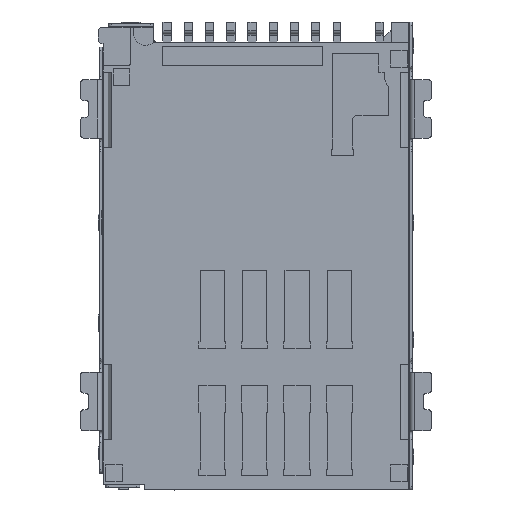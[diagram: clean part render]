
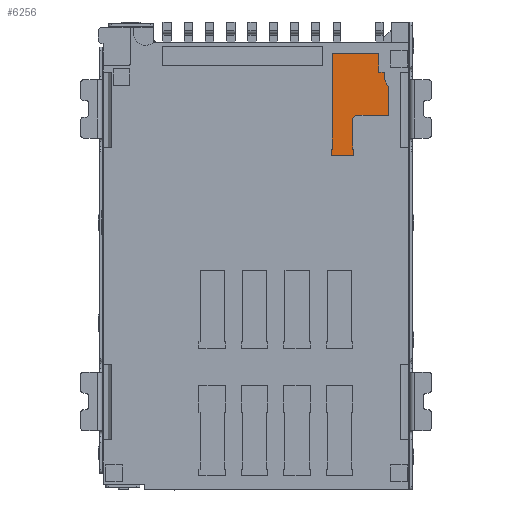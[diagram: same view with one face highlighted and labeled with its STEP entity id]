
A CAD part, front view. The second image highlights one B-rep face of the part: STEP entity #6256.
In plain terms, the highlighted planar face has unit normal (0, -1, 0).
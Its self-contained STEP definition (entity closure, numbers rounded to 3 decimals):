
#144 = DIRECTION ( 'NONE',  ( 0., 0., 1. ) ) ;
#213 = DIRECTION ( 'NONE',  ( 0., 1., 0. ) ) ;
#675 = DIRECTION ( 'NONE',  ( -1., 0., 0. ) ) ;
#898 = VERTEX_POINT ( 'NONE', #17653 ) ;
#1153 = ORIENTED_EDGE ( 'NONE', *, *, #3049, .T. ) ;
#1293 = DIRECTION ( 'NONE',  ( 0., 0., -1. ) ) ;
#1733 = ORIENTED_EDGE ( 'NONE', *, *, #8509, .T. ) ;
#1948 = VERTEX_POINT ( 'NONE', #28994 ) ;
#1995 = VECTOR ( 'NONE', #25275, 1000. ) ;
#2251 = ORIENTED_EDGE ( 'NONE', *, *, #18531, .T. ) ;
#2604 = ORIENTED_EDGE ( 'NONE', *, *, #13891, .T. ) ;
#2798 = EDGE_CURVE ( 'NONE', #10307, #3304, #7924, .T. ) ;
#2966 = LINE ( 'NONE', #15039, #8391 ) ;
#3049 = EDGE_CURVE ( 'NONE', #4228, #1948, #22194, .T. ) ;
#3304 = VERTEX_POINT ( 'NONE', #4794 ) ;
#3306 = CARTESIAN_POINT ( 'NONE',  ( 7.93, -1.14, -5.48 ) ) ;
#3455 = CARTESIAN_POINT ( 'NONE',  ( 7.68, -1.14, -3.1 ) ) ;
#3849 = VECTOR ( 'NONE', #675, 1000. ) ;
#3861 = VECTOR ( 'NONE', #14303, 1000. ) ;
#3923 = CARTESIAN_POINT ( 'NONE',  ( 4.5, -1.14, -7.7 ) ) ;
#3965 = CARTESIAN_POINT ( 'NONE',  ( 5.85, -1.14, -7.5 ) ) ;
#3986 = DIRECTION ( 'NONE',  ( 1., 0., 0. ) ) ;
#4008 = DIRECTION ( 'NONE',  ( -1., 0., 0. ) ) ;
#4228 = VERTEX_POINT ( 'NONE', #13400 ) ;
#4367 = EDGE_CURVE ( 'NONE', #11251, #21575, #9977, .T. ) ;
#4370 = EDGE_CURVE ( 'NONE', #14177, #7260, #27438, .T. ) ;
#4483 = CARTESIAN_POINT ( 'NONE',  ( 4.5, -1.14, -7.5 ) ) ;
#4494 = ORIENTED_EDGE ( 'NONE', *, *, #28936, .T. ) ;
#4529 = EDGE_LOOP ( 'NONE', ( #9146, #2251, #12467, #13280, #1733, #15619, #28360, #1153, #20939, #11025, #7072, #4494, #15274, #21615, #2604 ) ) ;
#4558 = CARTESIAN_POINT ( 'NONE',  ( 5.813, -1.14, -7.5 ) ) ;
#4776 = LINE ( 'NONE', #14376, #16227 ) ;
#4794 = CARTESIAN_POINT ( 'NONE',  ( 7.68, -1.14, -2.9 ) ) ;
#5265 = DIRECTION ( 'NONE',  ( -1., 0., 0. ) ) ;
#6200 = VECTOR ( 'NONE', #15869, 1000. ) ;
#6256 = ADVANCED_FACE ( 'NONE', ( #11420 ), #9371, .F. ) ;
#7072 = ORIENTED_EDGE ( 'NONE', *, *, #4367, .T. ) ;
#7260 = VERTEX_POINT ( 'NONE', #27588 ) ;
#7915 = DIRECTION ( 'NONE',  ( 1., 0., 0. ) ) ;
#7924 = LINE ( 'NONE', #3455, #11165 ) ;
#7968 = DIRECTION ( 'NONE',  ( 0., 0., 1. ) ) ;
#8075 = CARTESIAN_POINT ( 'NONE',  ( 5.875, -1.14, -5.58 ) ) ;
#8391 = VECTOR ( 'NONE', #1293, 1000. ) ;
#8509 = EDGE_CURVE ( 'NONE', #7260, #15728, #2966, .T. ) ;
#8684 = CARTESIAN_POINT ( 'NONE',  ( 7.68, -1.14, -3.3 ) ) ;
#8986 = CARTESIAN_POINT ( 'NONE',  ( 7.805, -1.14, -3.55 ) ) ;
#9146 = ORIENTED_EDGE ( 'NONE', *, *, #2798, .T. ) ;
#9371 = PLANE ( 'NONE',  #17702 ) ;
#9963 = LINE ( 'NONE', #4558, #3849 ) ;
#9977 = LINE ( 'NONE', #21071, #3861 ) ;
#10307 = VERTEX_POINT ( 'NONE', #8684 ) ;
#10401 = DIRECTION ( 'NONE',  ( 0.707, 0., 0.707 ) ) ;
#10437 = EDGE_CURVE ( 'NONE', #24064, #11251, #9963, .T. ) ;
#11025 = ORIENTED_EDGE ( 'NONE', *, *, #10437, .T. ) ;
#11165 = VECTOR ( 'NONE', #7968, 1000. ) ;
#11203 = LINE ( 'NONE', #20010, #16544 ) ;
#11251 = VERTEX_POINT ( 'NONE', #17990 ) ;
#11420 = FACE_OUTER_BOUND ( 'NONE', #4529, .T. ) ;
#11777 = CARTESIAN_POINT ( 'NONE',  ( 7.93, -1.14, -3.8 ) ) ;
#12264 = LINE ( 'NONE', #8986, #6200 ) ;
#12467 = ORIENTED_EDGE ( 'NONE', *, *, #15536, .T. ) ;
#13280 = ORIENTED_EDGE ( 'NONE', *, *, #4370, .T. ) ;
#13400 = CARTESIAN_POINT ( 'NONE',  ( 4.5, -1.14, -7.9 ) ) ;
#13884 = CARTESIAN_POINT ( 'NONE',  ( 5.775, -1.14, -5.68 ) ) ;
#13890 = CARTESIAN_POINT ( 'NONE',  ( 7.33, -1.14, -2.35 ) ) ;
#13891 = EDGE_CURVE ( 'NONE', #14003, #10307, #12264, .T. ) ;
#13958 = CARTESIAN_POINT ( 'NONE',  ( 7.93, -1.14, -7.9 ) ) ;
#14003 = VERTEX_POINT ( 'NONE', #11777 ) ;
#14177 = VERTEX_POINT ( 'NONE', #23792 ) ;
#14303 = DIRECTION ( 'NONE',  ( 0., 0., 1. ) ) ;
#14343 = VECTOR ( 'NONE', #26598, 1000. ) ;
#14376 = CARTESIAN_POINT ( 'NONE',  ( 7.505, -1.14, -2.9 ) ) ;
#14678 = EDGE_CURVE ( 'NONE', #15844, #4228, #15090, .T. ) ;
#15039 = CARTESIAN_POINT ( 'NONE',  ( 4.575, -1.14, -4.65 ) ) ;
#15090 = LINE ( 'NONE', #3923, #26502 ) ;
#15274 = ORIENTED_EDGE ( 'NONE', *, *, #15294, .T. ) ;
#15294 = EDGE_CURVE ( 'NONE', #898, #27728, #17169, .T. ) ;
#15296 = VERTEX_POINT ( 'NONE', #15404 ) ;
#15332 = VECTOR ( 'NONE', #21170, 1000. ) ;
#15404 = CARTESIAN_POINT ( 'NONE',  ( 7.33, -1.14, -2.9 ) ) ;
#15536 = EDGE_CURVE ( 'NONE', #15296, #14177, #16781, .T. ) ;
#15619 = ORIENTED_EDGE ( 'NONE', *, *, #27107, .T. ) ;
#15728 = VERTEX_POINT ( 'NONE', #25896 ) ;
#15771 = CARTESIAN_POINT ( 'NONE',  ( 5.175, -1.14, -7.9 ) ) ;
#15844 = VERTEX_POINT ( 'NONE', #4483 ) ;
#15869 = DIRECTION ( 'NONE',  ( -0.447, 0., 0.894 ) ) ;
#16134 = VECTOR ( 'NONE', #7915, 1000. ) ;
#16217 = CARTESIAN_POINT ( 'NONE',  ( 7.93, -1.14, -4.64 ) ) ;
#16227 = VECTOR ( 'NONE', #5265, 1000. ) ;
#16243 = DIRECTION ( 'NONE',  ( -1., 0., 0. ) ) ;
#16544 = VECTOR ( 'NONE', #4008, 1000. ) ;
#16781 = LINE ( 'NONE', #13890, #28163 ) ;
#17169 = LINE ( 'NONE', #17703, #17894 ) ;
#17653 = CARTESIAN_POINT ( 'NONE',  ( 5.975, -1.14, -5.48 ) ) ;
#17702 = AXIS2_PLACEMENT_3D ( 'NONE', #13958, #213, #16243 ) ;
#17703 = CARTESIAN_POINT ( 'NONE',  ( 6.953, -1.14, -5.48 ) ) ;
#17894 = VECTOR ( 'NONE', #3986, 1000. ) ;
#17990 = CARTESIAN_POINT ( 'NONE',  ( 5.775, -1.14, -7.5 ) ) ;
#18531 = EDGE_CURVE ( 'NONE', #3304, #15296, #4776, .T. ) ;
#18881 = CARTESIAN_POINT ( 'NONE',  ( 5.953, -1.14, -1.8 ) ) ;
#19346 = VECTOR ( 'NONE', #10401, 1000. ) ;
#19693 = LINE ( 'NONE', #22036, #14343 ) ;
#20010 = CARTESIAN_POINT ( 'NONE',  ( 4.538, -1.14, -7.5 ) ) ;
#20196 = EDGE_CURVE ( 'NONE', #1948, #24064, #19693, .T. ) ;
#20939 = ORIENTED_EDGE ( 'NONE', *, *, #20196, .T. ) ;
#21071 = CARTESIAN_POINT ( 'NONE',  ( 5.775, -1.14, -6.59 ) ) ;
#21170 = DIRECTION ( 'NONE',  ( -1., 0., 0. ) ) ;
#21575 = VERTEX_POINT ( 'NONE', #13884 ) ;
#21615 = ORIENTED_EDGE ( 'NONE', *, *, #24875, .T. ) ;
#22036 = CARTESIAN_POINT ( 'NONE',  ( 5.85, -1.14, -7.7 ) ) ;
#22194 = LINE ( 'NONE', #15771, #16134 ) ;
#22202 = DIRECTION ( 'NONE',  ( 0., 0., -1. ) ) ;
#23792 = CARTESIAN_POINT ( 'NONE',  ( 7.33, -1.14, -1.8 ) ) ;
#24064 = VERTEX_POINT ( 'NONE', #3965 ) ;
#24678 = LINE ( 'NONE', #8075, #19346 ) ;
#24875 = EDGE_CURVE ( 'NONE', #27728, #14003, #26314, .T. ) ;
#25275 = DIRECTION ( 'NONE',  ( 0., 0., 1. ) ) ;
#25896 = CARTESIAN_POINT ( 'NONE',  ( 4.575, -1.14, -7.5 ) ) ;
#26314 = LINE ( 'NONE', #16217, #1995 ) ;
#26502 = VECTOR ( 'NONE', #22202, 1000. ) ;
#26598 = DIRECTION ( 'NONE',  ( 0., 0., 1. ) ) ;
#27107 = EDGE_CURVE ( 'NONE', #15728, #15844, #11203, .T. ) ;
#27438 = LINE ( 'NONE', #18881, #15332 ) ;
#27588 = CARTESIAN_POINT ( 'NONE',  ( 4.575, -1.14, -1.8 ) ) ;
#27728 = VERTEX_POINT ( 'NONE', #3306 ) ;
#28163 = VECTOR ( 'NONE', #144, 1000. ) ;
#28360 = ORIENTED_EDGE ( 'NONE', *, *, #14678, .T. ) ;
#28936 = EDGE_CURVE ( 'NONE', #21575, #898, #24678, .T. ) ;
#28994 = CARTESIAN_POINT ( 'NONE',  ( 5.85, -1.14, -7.9 ) ) ;
